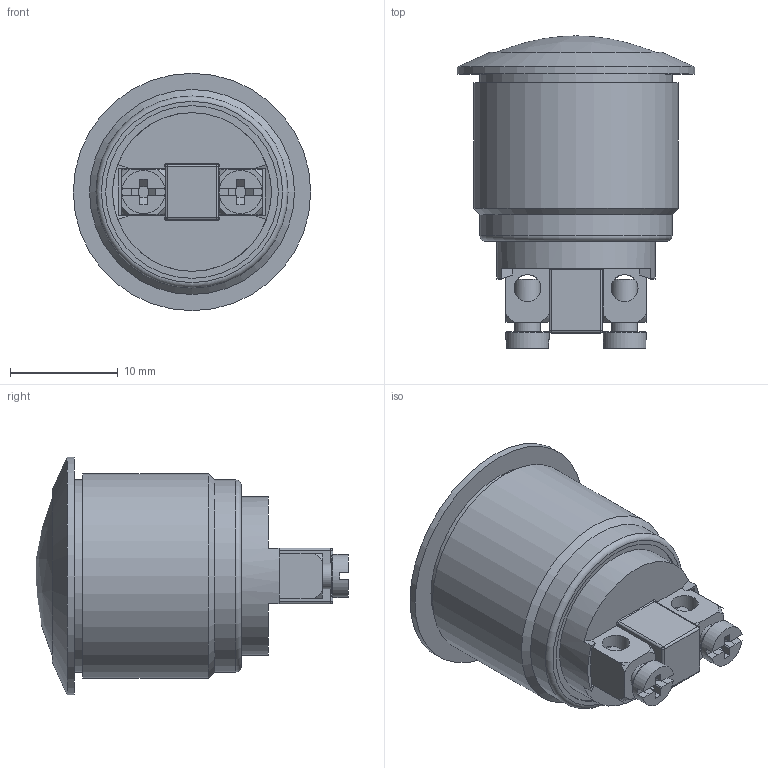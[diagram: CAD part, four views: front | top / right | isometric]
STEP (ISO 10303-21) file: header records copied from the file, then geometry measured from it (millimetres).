
FILE_DESCRIPTION((''),'2;1');
FILE_NAME('PV1S640xx.stp','2017-09-14T10:14:25',('mroman'),(''),'Autodesk Inventor 2012','Autodesk Inventor 2012','');
FILE_SCHEMA(('CONFIG_CONTROL_DESIGN'));
Length unit declared in the file: inch
Products named in the file (1): PV1S640xx
Bounding box: 22 x 28.94 x 22 mm (x, y, z)
Volume: 3509.5 mm3; surface area: 3430.8 mm2
Topology: 1 solids, 2 shells, 167 faces, 448 edges, 291 vertices
Faces by surface type: plane 96, cylinder 47, bspline 8, torus 7, sphere 5, cone 4
Full cylindrical faces by diameter (mm): 2 x2, 2.4 x4, 2.5 x2, 4 x2, 14.7 x1, 14.9 x1, 16 x1, 17.8 x2, 19 x1, 22 x1
Entity records: 5406 total; most frequent: CARTESIAN_POINT 1334, ORIENTED_EDGE 828, DIRECTION 824, EDGE_CURVE 414, AXIS2_PLACEMENT_3D 282, VERTEX_POINT 280, VECTOR 260, LINE 260
